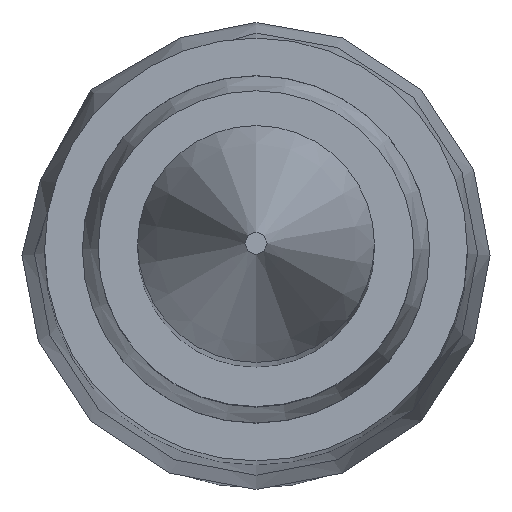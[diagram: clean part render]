
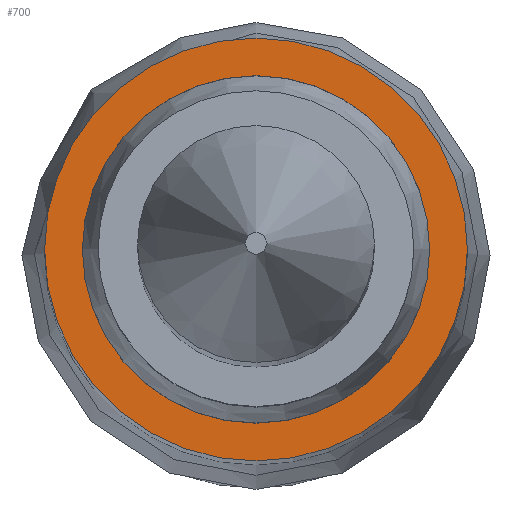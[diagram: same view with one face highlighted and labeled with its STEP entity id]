
A CAD part, top view. The second image highlights one B-rep face of the part: STEP entity #700.
In plain terms, the highlighted planar face has unit normal (0, 0, 1).
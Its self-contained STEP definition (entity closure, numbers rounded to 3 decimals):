
#98=PLANE($,#782);
#143=FACE_BOUND($,#231,.T.);
#167=FACE_OUTER_BOUND($,#230,.T.);
#230=EDGE_LOOP($,(#540));
#231=EDGE_LOOP($,(#541));
#269=CIRCLE($,#743,0.391);
#276=CIRCLE($,#752,0.476);
#321=VERTEX_POINT($,#1048);
#328=VERTEX_POINT($,#1094);
#389=EDGE_CURVE($,#321,#321,#269,.T.);
#397=EDGE_CURVE($,#328,#328,#276,.T.);
#540=ORIENTED_EDGE($,*,*,#397,.T.);
#541=ORIENTED_EDGE($,*,*,#389,.T.);
#700=ADVANCED_FACE($,(#167,#143),#98,.F.);
#743=AXIS2_PLACEMENT_3D($,#1049,#836,#837);
#752=AXIS2_PLACEMENT_3D($,#1095,#854,#855);
#782=AXIS2_PLACEMENT_3D($,#1233,#914,#915);
#836=DIRECTION('center_axis',(0.,0.,
-1.));
#837=DIRECTION('ref_axis',(1.,0.,0.));
#854=DIRECTION('center_axis',(0.,0.,
1.));
#855=DIRECTION('ref_axis',(0.,-1.,0.));
#914=DIRECTION('center_axis',(0.,0.,
-1.));
#915=DIRECTION('ref_axis',(0.,1.,0.));
#1048=CARTESIAN_POINT('',(-0.391,0.,6.934));
#1049=CARTESIAN_POINT('Origin',(0.,0.,
6.934));
#1094=CARTESIAN_POINT('',(0.,-0.476,6.934));
#1095=CARTESIAN_POINT('Origin',(0.,0.,
6.934));
#1233=CARTESIAN_POINT('Origin',(-0.476,0.,
6.934));
